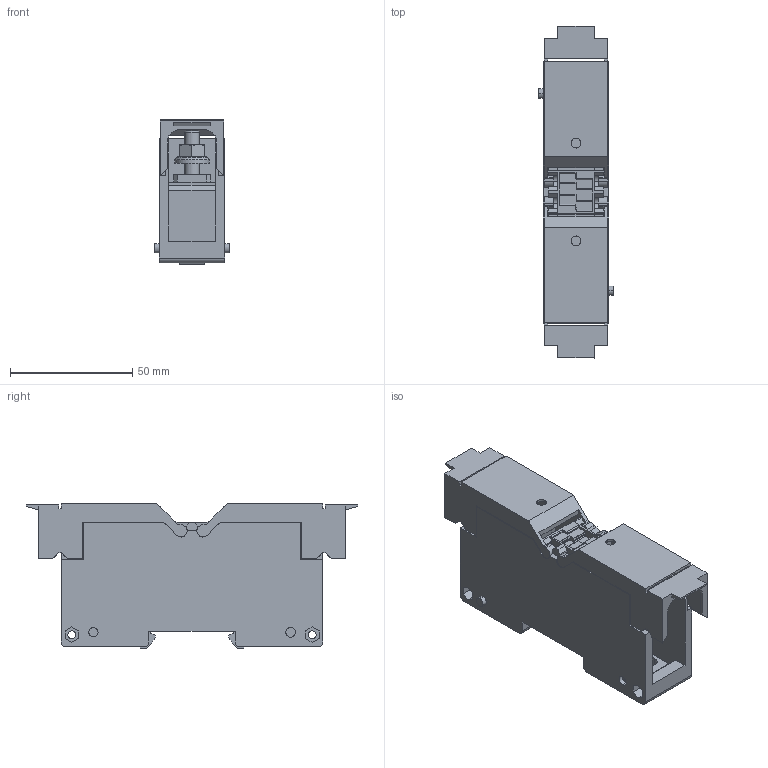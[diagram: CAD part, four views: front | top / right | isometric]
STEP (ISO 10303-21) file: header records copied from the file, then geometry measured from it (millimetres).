
FILE_DESCRIPTION((''),'2;1');
FILE_NAME('35_ASM','2021-11-24T',('Administrator'),(''),'PRO/ENGINEER BY PARAMETRIC TECHNOLOGY CORPORATION, 2013230','PRO/ENGINEER BY PARAMETRIC TECHNOLOGY CORPORATION, 2013230','');
FILE_SCHEMA(('AUTOMOTIVE_DESIGN { 1 0 10303 214 1 1 1 1 }'));
Length unit declared in the file: millimetre
Products named in the file (1): 35_ASM
Bounding box: 30.7 x 136 x 59.17 mm (x, y, z)
Volume: 88167 mm3; surface area: 39860.9 mm2
Topology: 1 solids, 1 shells, 417 faces, 1186 edges, 782 vertices
Faces by surface type: plane 319, cylinder 78, cone 20
Entity records: 13612 total; most frequent: CARTESIAN_POINT 2480, ORIENTED_EDGE 2372, DIRECTION 2206, EDGE_CURVE 1186, VECTOR 968, LINE 968, VERTEX_POINT 782, AXIS2_PLACEMENT_3D 619
